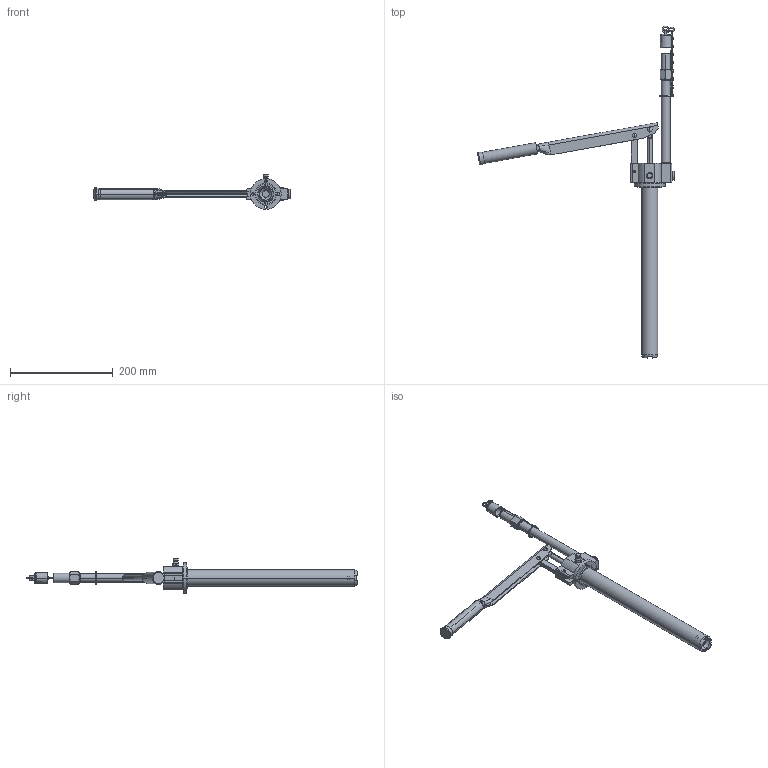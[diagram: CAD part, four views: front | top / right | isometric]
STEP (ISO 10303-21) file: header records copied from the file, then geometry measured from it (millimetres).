
FILE_DESCRIPTION((''),'2;1');
FILE_NAME('44315-00_SW0001','2025-12-11T10:43:30',('julian.egg'),(''),'CREO PARAMETRIC BY PTC INC, 2025323','CREO PARAMETRIC BY PTC INC, 2025323','');
FILE_SCHEMA(('CONFIG_CONTROL_DESIGN'));
Length unit declared in the file: millimetre
Products named in the file (1): 44315-00_SW0001
Bounding box: 383.28 x 646.49 x 67.9 mm (x, y, z)
Volume: 270515 mm3; surface area: 180688 mm2
Topology: 6 solids, 7 shells, 717 faces, 1945 edges, 1246 vertices
Faces by surface type: plane 286, cylinder 268, cone 90, torus 44, bspline 21, sphere 8
Entity records: 26444 total; most frequent: CARTESIAN_POINT 8462, ORIENTED_EDGE 3870, DIRECTION 3639, EDGE_CURVE 1935, AXIS2_PLACEMENT_3D 1386, VERTEX_POINT 1246, VECTOR 867, LINE 867
